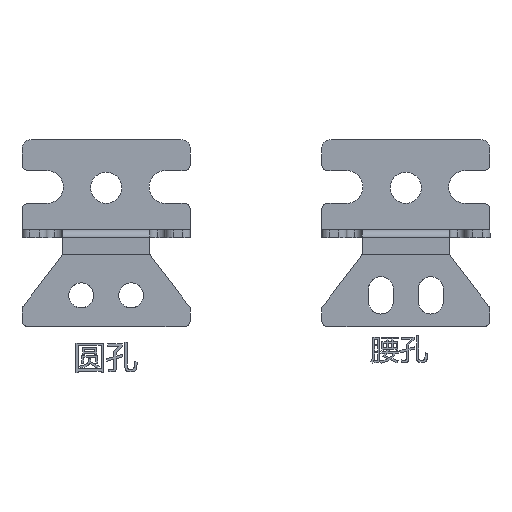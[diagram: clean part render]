
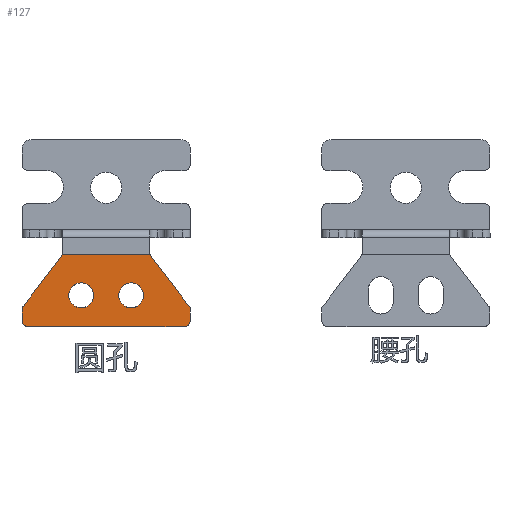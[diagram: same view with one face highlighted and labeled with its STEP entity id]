
A CAD part, front view. The second image highlights one B-rep face of the part: STEP entity #127.
In plain terms, the highlighted planar face has unit normal (0, -1, 0).
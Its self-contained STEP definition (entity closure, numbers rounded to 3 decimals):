
#73=FACE_BOUND('',#797,.T.);
#74=FACE_BOUND('',#798,.T.);
#127=ADVANCED_FACE('',(#460,#73,#74),#5468,.T.);
#460=FACE_OUTER_BOUND('',#796,.T.);
#796=EDGE_LOOP('',(#1284,#1285,#1286,#1287,#1288,#1289,#1290,#1291,#1292,
#1293,#1294,#1295));
#797=EDGE_LOOP('',(#1296,#1297));
#798=EDGE_LOOP('',(#1298,#1299));
#1284=ORIENTED_EDGE('',*,*,#3030,.F.);
#1285=ORIENTED_EDGE('',*,*,#3049,.F.);
#1286=ORIENTED_EDGE('',*,*,#3029,.F.);
#1287=ORIENTED_EDGE('',*,*,#3044,.F.);
#1288=ORIENTED_EDGE('',*,*,#3055,.F.);
#1289=ORIENTED_EDGE('',*,*,#3045,.F.);
#1290=ORIENTED_EDGE('',*,*,#3058,.F.);
#1291=ORIENTED_EDGE('',*,*,#3028,.F.);
#1292=ORIENTED_EDGE('',*,*,#3027,.F.);
#1293=ORIENTED_EDGE('',*,*,#3026,.F.);
#1294=ORIENTED_EDGE('',*,*,#3057,.F.);
#1295=ORIENTED_EDGE('',*,*,#3025,.F.);
#1296=ORIENTED_EDGE('',*,*,#3115,.F.);
#1297=ORIENTED_EDGE('',*,*,#3102,.F.);
#1298=ORIENTED_EDGE('',*,*,#3118,.F.);
#1299=ORIENTED_EDGE('',*,*,#3111,.F.);
#3025=EDGE_CURVE('',#4917,#4918,#3905,.T.);
#3026=EDGE_CURVE('',#4919,#4920,#3906,.T.);
#3027=EDGE_CURVE('',#4920,#4921,#4665,.T.);
#3028=EDGE_CURVE('',#4921,#4922,#3907,.T.);
#3029=EDGE_CURVE('',#4926,#4927,#4666,.T.);
#3030=EDGE_CURVE('',#4928,#4917,#4667,.T.);
#3044=EDGE_CURVE('',#4925,#4926,#3918,.T.);
#3045=EDGE_CURVE('',#4923,#4924,#3919,.T.);
#3049=EDGE_CURVE('',#4927,#4928,#3920,.T.);
#3055=EDGE_CURVE('',#4924,#4925,#4672,.T.);
#3057=EDGE_CURVE('',#4918,#4919,#4673,.T.);
#3058=EDGE_CURVE('',#4922,#4923,#4674,.T.);
#3102=EDGE_CURVE('',#4962,#4965,#4693,.T.);
#3111=EDGE_CURVE('',#4964,#4967,#4694,.T.);
#3115=EDGE_CURVE('',#4965,#4962,#4695,.T.);
#3118=EDGE_CURVE('',#4967,#4964,#4696,.T.);
#3905=B_SPLINE_CURVE_WITH_KNOTS('',1,(#7248,#7249),.UNSPECIFIED.,.F.,.F.,
(2,2),(0.,3.323),.UNSPECIFIED.);
#3906=B_SPLINE_CURVE_WITH_KNOTS('',1,(#7250,#7251),.UNSPECIFIED.,.F.,.F.,
(2,2),(0.,50.),.UNSPECIFIED.);
#3907=B_SPLINE_CURVE_WITH_KNOTS('',1,(#7255,#7256),.UNSPECIFIED.,.F.,.F.,
(2,2),(0.,3.323),.UNSPECIFIED.);
#3918=B_SPLINE_CURVE_WITH_KNOTS('',1,(#7328,#7329,#7330,#7331),
 .UNSPECIFIED.,.F.,.F.,(2,1,1,2),(-28.236,-28.118,-0.118,
0.),.UNSPECIFIED.);
#3919=B_SPLINE_CURVE_WITH_KNOTS('',3,(#7332,#7333,#7334,#7335),
 .UNSPECIFIED.,.F.,.F.,(4,4),(-20.047,0.),.UNSPECIFIED.);
#3920=B_SPLINE_CURVE_WITH_KNOTS('',3,(#7342,#7343,#7344,#7345),
 .UNSPECIFIED.,.F.,.F.,(4,4),(-20.047,0.),.UNSPECIFIED.);
#4665=TRIMMED_CURVE($,#4769,(#7253),(#7254),.T.,.CARTESIAN.);
#4666=TRIMMED_CURVE($,#4770,(#7258),(#7259),.T.,.CARTESIAN.);
#4667=TRIMMED_CURVE($,#4771,(#7261),(#7262),.T.,.CARTESIAN.);
#4672=TRIMMED_CURVE($,#4776,(#7358),(#7359),.T.,.CARTESIAN.);
#4673=TRIMMED_CURVE($,#4777,(#7363),(#7364),.T.,.CARTESIAN.);
#4674=TRIMMED_CURVE($,#4778,(#7366),(#7367),.T.,.CARTESIAN.);
#4693=TRIMMED_CURVE($,#4797,(#7490),(#7491),.T.,.CARTESIAN.);
#4694=TRIMMED_CURVE($,#4798,(#7534),(#7535),.T.,.CARTESIAN.);
#4695=TRIMMED_CURVE($,#4799,(#7560),(#7561),.T.,.CARTESIAN.);
#4696=TRIMMED_CURVE($,#4800,(#7584),(#7585),.T.,.CARTESIAN.);
#4769=CIRCLE('',#5926,2.);
#4770=CIRCLE('',#5927,2.);
#4771=CIRCLE('',#5928,2.);
#4776=CIRCLE('',#5933,2.);
#4777=CIRCLE('',#5934,2.);
#4778=CIRCLE('',#5935,2.);
#4797=CIRCLE('',#5954,4.);
#4798=CIRCLE('',#5955,4.);
#4799=CIRCLE('',#5956,4.);
#4800=CIRCLE('',#5957,4.);
#4917=VERTEX_POINT('',#6890);
#4918=VERTEX_POINT('',#6891);
#4919=VERTEX_POINT('',#6892);
#4920=VERTEX_POINT('',#6893);
#4921=VERTEX_POINT('',#6894);
#4922=VERTEX_POINT('',#6895);
#4923=VERTEX_POINT('',#6896);
#4924=VERTEX_POINT('',#6897);
#4925=VERTEX_POINT('',#6898);
#4926=VERTEX_POINT('',#6899);
#4927=VERTEX_POINT('',#6900);
#4928=VERTEX_POINT('',#6901);
#4962=VERTEX_POINT('',#6935);
#4964=VERTEX_POINT('',#6937);
#4965=VERTEX_POINT('',#6938);
#4967=VERTEX_POINT('',#6940);
#5468=PLANE('',#5867);
#5867=AXIS2_PLACEMENT_3D('',#6787,#6275,$);
#5926=AXIS2_PLACEMENT_3D($,#7252,#6354,#6355);
#5927=AXIS2_PLACEMENT_3D($,#7257,#6356,#6357);
#5928=AXIS2_PLACEMENT_3D($,#7260,#6358,#6359);
#5933=AXIS2_PLACEMENT_3D($,#7357,#6368,#6369);
#5934=AXIS2_PLACEMENT_3D($,#7362,#6370,#6371);
#5935=AXIS2_PLACEMENT_3D($,#7365,#6372,#6373);
#5954=AXIS2_PLACEMENT_3D($,#7489,#6410,#6411);
#5955=AXIS2_PLACEMENT_3D($,#7533,#6412,#6413);
#5956=AXIS2_PLACEMENT_3D($,#7559,#6414,#6415);
#5957=AXIS2_PLACEMENT_3D($,#7583,#6416,#6417);
#6275=DIRECTION('',(0.,-1.,0.));
#6354=DIRECTION('',(0.,1.,0.));
#6355=DIRECTION('',(0.,0.,-1.));
#6356=DIRECTION('',(0.,-1.,0.));
#6357=DIRECTION('',(-0.941,0.,-0.339));
#6358=DIRECTION('',(0.,1.,0.));
#6359=DIRECTION('',(0.794,0.,0.607));
#6368=DIRECTION('',(0.,-1.,0.));
#6369=DIRECTION('',(0.794,0.,-0.607));
#6370=DIRECTION('',(0.,1.,0.));
#6371=DIRECTION('',(1.,0.,0.));
#6372=DIRECTION('',(0.,1.,0.));
#6373=DIRECTION('',(-1.,0.,0.));
#6410=DIRECTION('',(0.,-1.,0.));
#6411=DIRECTION('',(1.,0.,0.));
#6412=DIRECTION('',(0.,-1.,0.));
#6413=DIRECTION('',(-1.,0.,0.));
#6414=DIRECTION('',(0.,-1.,0.));
#6415=DIRECTION('',(-1.,0.,0.));
#6416=DIRECTION('',(0.,-1.,0.));
#6417=DIRECTION('',(1.,0.,0.));
#6787=CARTESIAN_POINT('',(-3.872,-1.558,1.125));
#6890=CARTESIAN_POINT('',(-9.284,-1.558,-18.865));
#6891=CARTESIAN_POINT('',(-9.284,-1.558,-22.187));
#6892=CARTESIAN_POINT('',(-11.284,-1.558,-24.187));
#6893=CARTESIAN_POINT('',(-61.284,-1.558,-24.187));
#6894=CARTESIAN_POINT('',(-63.284,-1.558,-22.187));
#6895=CARTESIAN_POINT('',(-63.284,-1.558,-18.865));
#6896=CARTESIAN_POINT('',(-62.872,-1.558,-17.65));
#6897=CARTESIAN_POINT('',(-50.695,-1.558,-1.725));
#6898=CARTESIAN_POINT('',(-50.402,-1.558,-1.187));
#6899=CARTESIAN_POINT('',(-22.166,-1.558,-1.187));
#6900=CARTESIAN_POINT('',(-21.872,-1.558,-1.725));
#6901=CARTESIAN_POINT('',(-9.695,-1.558,-17.65));
#6935=CARTESIAN_POINT('',(-40.284,-1.558,-14.187));
#6937=CARTESIAN_POINT('',(-32.284,-1.558,-14.187));
#6938=CARTESIAN_POINT('',(-48.284,-1.558,-14.187));
#6940=CARTESIAN_POINT('',(-24.284,-1.558,-14.187));
#7248=CARTESIAN_POINT('',(-9.284,-1.558,-18.865));
#7249=CARTESIAN_POINT('',(-9.284,-1.558,-22.187));
#7250=CARTESIAN_POINT('',(-11.284,-1.558,-24.187));
#7251=CARTESIAN_POINT('',(-61.284,-1.558,-24.187));
#7252=CARTESIAN_POINT('',(-61.284,-1.558,-22.187));
#7253=CARTESIAN_POINT('',(-61.284,-1.558,-24.187));
#7254=CARTESIAN_POINT('',(-63.284,-1.558,-22.187));
#7255=CARTESIAN_POINT('',(-63.284,-1.558,-22.187));
#7256=CARTESIAN_POINT('',(-63.284,-1.558,-18.865));
#7257=CARTESIAN_POINT('',(-20.284,-1.558,-0.51));
#7258=CARTESIAN_POINT('',(-22.166,-1.558,-1.187));
#7259=CARTESIAN_POINT('',(-21.872,-1.558,-1.725));
#7260=CARTESIAN_POINT('',(-11.284,-1.558,-18.865));
#7261=CARTESIAN_POINT('',(-9.695,-1.558,-17.65));
#7262=CARTESIAN_POINT('',(-9.284,-1.558,-18.865));
#7328=CARTESIAN_POINT('',(-50.402,-1.558,-1.187));
#7329=CARTESIAN_POINT('',(-50.284,-1.558,-1.187));
#7330=CARTESIAN_POINT('',(-22.284,-1.558,-1.187));
#7331=CARTESIAN_POINT('',(-22.166,-1.558,-1.187));
#7332=CARTESIAN_POINT('',(-62.872,-1.558,-17.65));
#7333=CARTESIAN_POINT('',(-58.813,-1.558,-12.342));
#7334=CARTESIAN_POINT('',(-54.754,-1.558,-7.033));
#7335=CARTESIAN_POINT('',(-50.695,-1.558,-1.725));
#7342=CARTESIAN_POINT('',(-21.872,-1.558,-1.725));
#7343=CARTESIAN_POINT('',(-17.813,-1.558,-7.033));
#7344=CARTESIAN_POINT('',(-13.754,-1.558,-12.342));
#7345=CARTESIAN_POINT('',(-9.695,-1.558,-17.65));
#7357=CARTESIAN_POINT('',(-52.284,-1.558,-0.51));
#7358=CARTESIAN_POINT('',(-50.695,-1.558,-1.725));
#7359=CARTESIAN_POINT('',(-50.402,-1.558,-1.187));
#7362=CARTESIAN_POINT('',(-11.284,-1.558,-22.187));
#7363=CARTESIAN_POINT('',(-9.284,-1.558,-22.187));
#7364=CARTESIAN_POINT('',(-11.284,-1.558,-24.187));
#7365=CARTESIAN_POINT('',(-61.284,-1.558,-18.865));
#7366=CARTESIAN_POINT('',(-63.284,-1.558,-18.865));
#7367=CARTESIAN_POINT('',(-62.872,-1.558,-17.65));
#7489=CARTESIAN_POINT('',(-44.284,-1.558,-14.187));
#7490=CARTESIAN_POINT('',(-40.284,-1.558,-14.187));
#7491=CARTESIAN_POINT('',(-48.284,-1.558,-14.187));
#7533=CARTESIAN_POINT('',(-28.284,-1.558,-14.187));
#7534=CARTESIAN_POINT('',(-32.284,-1.558,-14.187));
#7535=CARTESIAN_POINT('',(-24.284,-1.558,-14.187));
#7559=CARTESIAN_POINT('',(-44.284,-1.558,-14.187));
#7560=CARTESIAN_POINT('',(-48.284,-1.558,-14.187));
#7561=CARTESIAN_POINT('',(-40.284,-1.558,-14.187));
#7583=CARTESIAN_POINT('',(-28.284,-1.558,-14.187));
#7584=CARTESIAN_POINT('',(-24.284,-1.558,-14.187));
#7585=CARTESIAN_POINT('',(-32.284,-1.558,-14.187));
